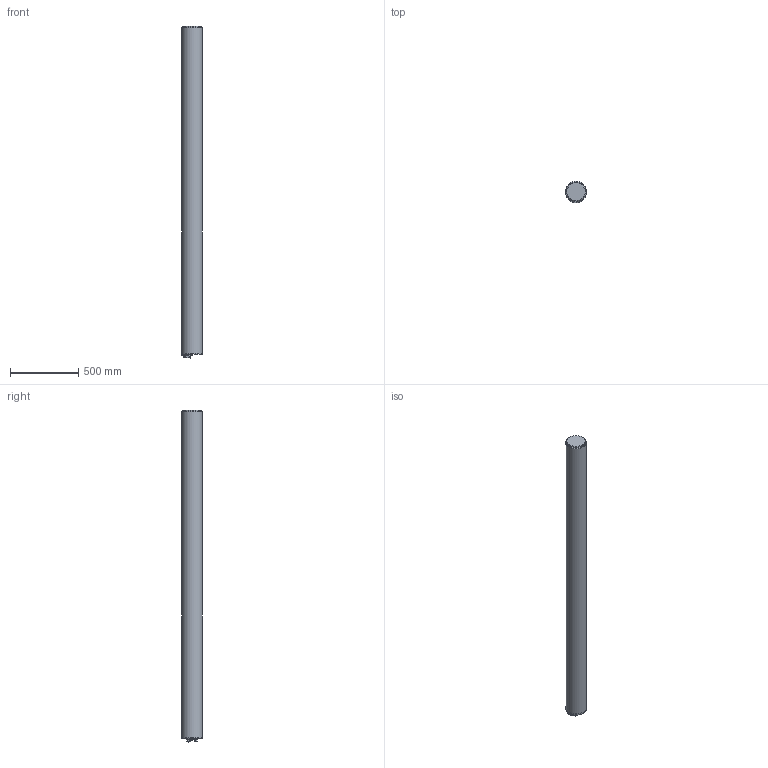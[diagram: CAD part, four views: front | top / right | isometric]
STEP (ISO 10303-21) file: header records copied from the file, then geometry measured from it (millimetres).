
FILE_DESCRIPTION(/* description */ (''),/* implementation_level */ '2;1');
FILE_NAME(/* name */ '1529149197999.stp',/* time_stamp */ '2018-06-16T13:40:05+02:00',/* author */ (''),/* organization */ ('SMS'),/* preprocessor_version */ 'ST-DEVELOPER v15',/* originating_system */ 'SIEMENS PLM Software NX 8.5',/* authorisation */ '');
FILE_SCHEMA (('AUTOMOTIVE_DESIGN { 1 0 10303 214 3 1 1 1 }'));
Length unit declared in the file: millimetre
Products named in the file (1): A570-3C_D96_95R
Bounding box: 152.4 x 152.4 x 2427.18 mm (x, y, z)
Volume: 43826684.7 mm3; surface area: 1193214.2 mm2
Topology: 1 solids, 3 shells, 89 faces, 214 edges, 141 vertices
Faces by surface type: plane 45, cylinder 25, cone 14, torus 5
Full cylindrical faces by diameter (mm): 3 x2, 3.3 x2, 5 x2, 10 x2, 16 x1, 80 x1, 140 x1, 150 x1, 152.4 x1
Entity records: 2405 total; most frequent: DIRECTION 440, CARTESIAN_POINT 398, ORIENTED_EDGE 344, AXIS2_PLACEMENT_3D 177, EDGE_CURVE 172, EDGE_LOOP 124, VERTEX_POINT 124, ADVANCED_FACE 89
